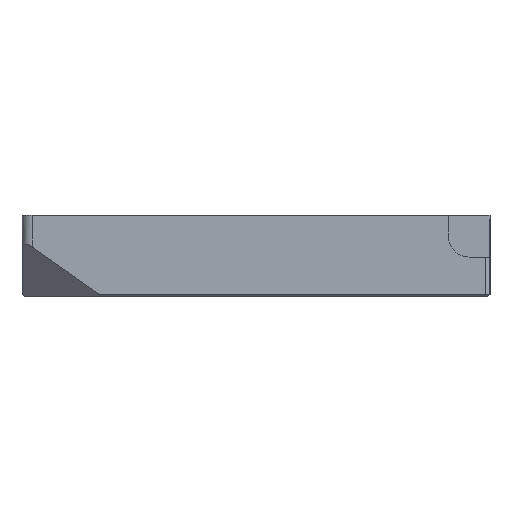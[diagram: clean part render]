
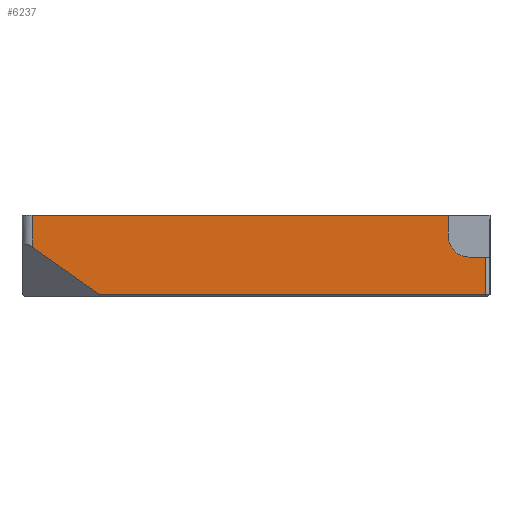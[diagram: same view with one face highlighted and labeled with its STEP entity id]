
A CAD part, left-side view. The second image highlights one B-rep face of the part: STEP entity #6237.
In plain terms, the highlighted planar face has unit normal (-1, 0, 0).
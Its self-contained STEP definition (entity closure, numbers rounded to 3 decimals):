
#102=PLANE('',#6650);
#455=FACE_OUTER_BOUND('',#855,.T.);
#855=EDGE_LOOP('',(#4723,#4724,#4725,#4726,#4727,#4728,#4729,#4730));
#1242=LINE('',#8706,#2089);
#1473=LINE('',#9223,#2320);
#1482=LINE('',#9247,#2329);
#1483=LINE('',#9249,#2330);
#1484=LINE('',#9252,#2331);
#1485=LINE('',#9254,#2332);
#1486=LINE('',#9255,#2333);
#2089=VECTOR('',#7029,10.);
#2320=VECTOR('',#7334,10.);
#2329=VECTOR('',#7363,10.);
#2330=VECTOR('',#7364,10.);
#2331=VECTOR('',#7367,10.);
#2332=VECTOR('',#7368,10.);
#2333=VECTOR('',#7369,10.);
#2967=CIRCLE('',#6651,4.1);
#2987=VERTEX_POINT('',#8703);
#2988=VERTEX_POINT('',#8705);
#3236=VERTEX_POINT('',#9219);
#3237=VERTEX_POINT('',#9221);
#3242=VERTEX_POINT('',#9246);
#3243=VERTEX_POINT('',#9248);
#3244=VERTEX_POINT('',#9250);
#3245=VERTEX_POINT('',#9253);
#3526=EDGE_CURVE('',#2987,#2988,#1242,.T.);
#3785=EDGE_CURVE('',#3237,#3236,#1473,.T.);
#3797=EDGE_CURVE('',#3242,#3237,#1482,.T.);
#3798=EDGE_CURVE('',#3242,#3243,#1483,.T.);
#3799=EDGE_CURVE('',#3243,#3244,#2967,.T.);
#3800=EDGE_CURVE('',#3244,#2988,#1484,.T.);
#3801=EDGE_CURVE('',#3245,#2987,#1485,.T.);
#3802=EDGE_CURVE('',#3245,#3236,#1486,.T.);
#4723=ORIENTED_EDGE('',*,*,#3785,.F.);
#4724=ORIENTED_EDGE('',*,*,#3797,.F.);
#4725=ORIENTED_EDGE('',*,*,#3798,.T.);
#4726=ORIENTED_EDGE('',*,*,#3799,.T.);
#4727=ORIENTED_EDGE('',*,*,#3800,.T.);
#4728=ORIENTED_EDGE('',*,*,#3526,.F.);
#4729=ORIENTED_EDGE('',*,*,#3801,.F.);
#4730=ORIENTED_EDGE('',*,*,#3802,.T.);
#6237=ADVANCED_FACE('',(#455),#102,.F.);
#6650=AXIS2_PLACEMENT_3D('',#9245,#7361,#7362);
#6651=AXIS2_PLACEMENT_3D('',#9251,#7365,#7366);
#7029=DIRECTION('',(0.,-1.,0.));
#7334=DIRECTION('',(0.,1.,0.));
#7361=DIRECTION('center_axis',(1.,0.,0.));
#7362=DIRECTION('ref_axis',(0.,0.,1.));
#7363=DIRECTION('',(0.,0.,-1.));
#7364=DIRECTION('',(0.,1.,0.));
#7365=DIRECTION('center_axis',(1.,0.,0.));
#7366=DIRECTION('ref_axis',(0.,-1.,0.));
#7367=DIRECTION('',(0.,0.,1.));
#7368=DIRECTION('',(0.,0.,1.));
#7369=DIRECTION('',(0.,-0.816,-0.577));
#8703=CARTESIAN_POINT('',(-52.75,39.392,16.));
#8705=CARTESIAN_POINT('',(-52.75,-42.408,16.));
#8706=CARTESIAN_POINT('',(-52.75,-41.392,16.));
#9219=CARTESIAN_POINT('',(-52.75,26.201,0.4));
#9221=CARTESIAN_POINT('',(-52.75,-49.808,0.4));
#9223=CARTESIAN_POINT('',(-52.75,-40.871,0.4));
#9245=CARTESIAN_POINT('Origin',(-52.75,-43.635,5.303));
#9246=CARTESIAN_POINT('',(-52.75,-49.808,7.8));
#9247=CARTESIAN_POINT('',(-52.75,-49.808,10.652));
#9248=CARTESIAN_POINT('',(-52.75,-46.508,7.8));
#9249=CARTESIAN_POINT('',(-52.75,-47.121,7.8));
#9250=CARTESIAN_POINT('',(-52.75,-42.408,11.9));
#9251=CARTESIAN_POINT('Origin',(-52.75,-46.508,11.9));
#9252=CARTESIAN_POINT('',(-52.75,-42.408,8.602));
#9253=CARTESIAN_POINT('',(-52.75,39.392,9.728));
#9254=CARTESIAN_POINT('',(-52.75,39.392,8.223));
#9255=CARTESIAN_POINT('',(-52.75,41.392,11.142));
